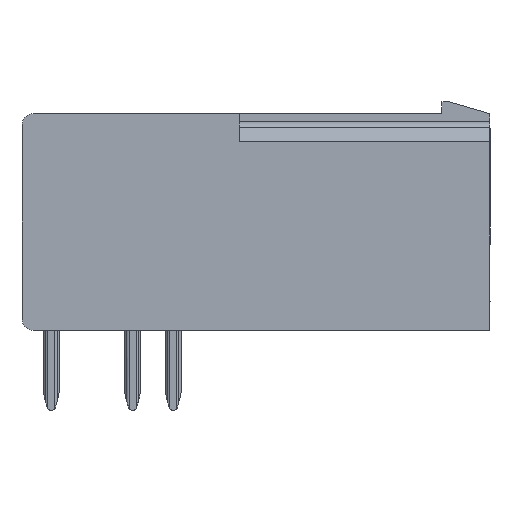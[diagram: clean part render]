
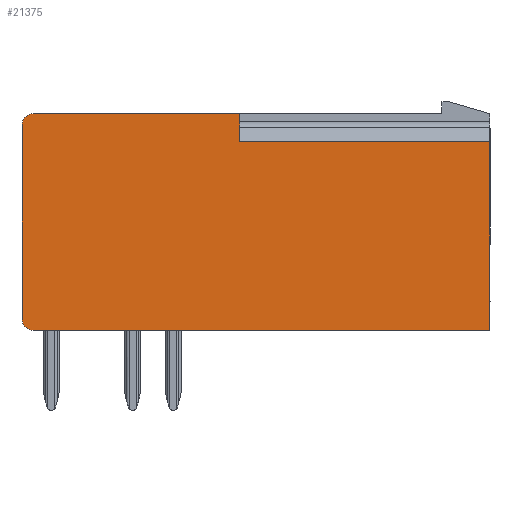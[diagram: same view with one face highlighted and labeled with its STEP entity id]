
A CAD part, left-side view. The second image highlights one B-rep face of the part: STEP entity #21375.
In plain terms, the highlighted face is planar.
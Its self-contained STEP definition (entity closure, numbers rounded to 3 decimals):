
#537=CIRCLE('',#22227,0.7);
#571=CIRCLE('',#22336,0.7);
#4090=ORIENTED_EDGE('',*,*,#7077,.T.);
#4091=ORIENTED_EDGE('',*,*,#7078,.T.);
#4092=ORIENTED_EDGE('',*,*,#6559,.F.);
#4093=ORIENTED_EDGE('',*,*,#7074,.F.);
#4094=ORIENTED_EDGE('',*,*,#6774,.F.);
#4095=ORIENTED_EDGE('',*,*,#6823,.F.);
#4096=ORIENTED_EDGE('',*,*,#7079,.T.);
#4097=ORIENTED_EDGE('',*,*,#7080,.T.);
#6559=EDGE_CURVE('',#8486,#8483,#537,.T.);
#6774=EDGE_CURVE('',#8643,#8645,#571,.T.);
#6823=EDGE_CURVE('',#8677,#8643,#10387,.T.);
#7074=EDGE_CURVE('',#8645,#8486,#10586,.T.);
#7077=EDGE_CURVE('',#8819,#8820,#10589,.T.);
#7078=EDGE_CURVE('',#8820,#8483,#10590,.T.);
#7079=EDGE_CURVE('',#8677,#8821,#10591,.T.);
#7080=EDGE_CURVE('',#8821,#8819,#10592,.T.);
#8483=VERTEX_POINT('',#29869);
#8486=VERTEX_POINT('',#29874);
#8643=VERTEX_POINT('',#30487);
#8645=VERTEX_POINT('',#30490);
#8677=VERTEX_POINT('',#30584);
#8819=VERTEX_POINT('',#31109);
#8820=VERTEX_POINT('',#31110);
#8821=VERTEX_POINT('',#31113);
#10387=LINE('',#30585,#12258);
#10586=LINE('',#31103,#12457);
#10589=LINE('',#31108,#12460);
#10590=LINE('',#31111,#12461);
#10591=LINE('',#31112,#12462);
#10592=LINE('',#31114,#12463);
#12258=VECTOR('',#25525,1000.);
#12457=VECTOR('',#26028,1000.);
#12460=VECTOR('',#26035,1000.);
#12461=VECTOR('',#26036,1000.);
#12462=VECTOR('',#26037,1000.);
#12463=VECTOR('',#26038,1000.);
#13537=EDGE_LOOP('',(#4090,#4091,#4092,#4093,#4094,#4095,#4096,#4097));
#14340=FACE_BOUND('',#13537,.T.);
#14999=PLANE('',#22511);
#21375=ADVANCED_FACE('',(#14340),#14999,.F.);
#22227=AXIS2_PLACEMENT_3D('',#29875,#25059,#25060);
#22336=AXIS2_PLACEMENT_3D('',#30489,#25440,#25441);
#22511=AXIS2_PLACEMENT_3D('',#31107,#26033,#26034);
#25059=DIRECTION('',(0.,0.,1.));
#25060=DIRECTION('',(1.,0.,0.));
#25440=DIRECTION('',(0.,0.,1.));
#25441=DIRECTION('',(1.,0.,0.));
#25525=DIRECTION('',(-1.,0.,0.));
#26028=DIRECTION('',(0.,-1.,0.));
#26033=DIRECTION('',(0.,0.,1.));
#26034=DIRECTION('',(1.,0.,0.));
#26035=DIRECTION('',(0.,-1.,0.));
#26036=DIRECTION('',(-1.,0.,0.));
#26037=DIRECTION('',(0.,-1.,0.));
#26038=DIRECTION('',(-1.,0.,0.));
#29869=CARTESIAN_POINT('',(52.3,27.4,42.24));
#29874=CARTESIAN_POINT('',(51.6,28.1,42.24));
#29875=CARTESIAN_POINT('',(52.3,28.1,42.24));
#30487=CARTESIAN_POINT('',(52.3,40.95,42.24));
#30489=CARTESIAN_POINT('',(52.3,40.25,42.24));
#30490=CARTESIAN_POINT('',(51.6,40.25,42.24));
#30584=CARTESIAN_POINT('',(80.85,40.95,42.24));
#30585=CARTESIAN_POINT('',(80.694,40.95,42.24));
#31103=CARTESIAN_POINT('',(51.6,27.39,42.24));
#31107=CARTESIAN_POINT('',(64.95,27.375,42.24));
#31108=CARTESIAN_POINT('',(65.2,27.39,42.24));
#31109=CARTESIAN_POINT('',(65.2,29.15,42.24));
#31110=CARTESIAN_POINT('',(65.2,27.4,42.24));
#31111=CARTESIAN_POINT('',(80.694,27.4,42.24));
#31112=CARTESIAN_POINT('',(80.85,27.39,42.24));
#31113=CARTESIAN_POINT('',(80.85,29.15,42.24));
#31114=CARTESIAN_POINT('',(80.694,29.15,42.24));
